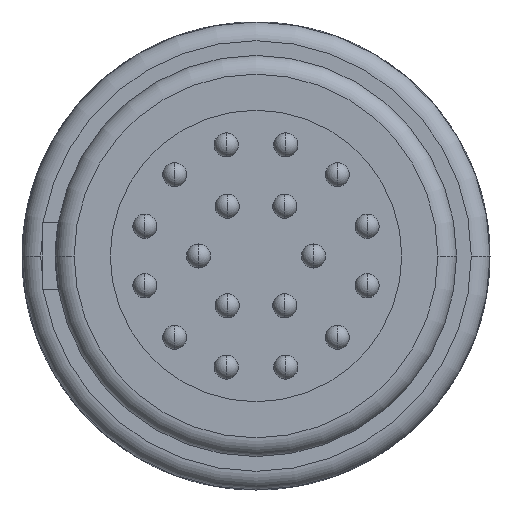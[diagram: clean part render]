
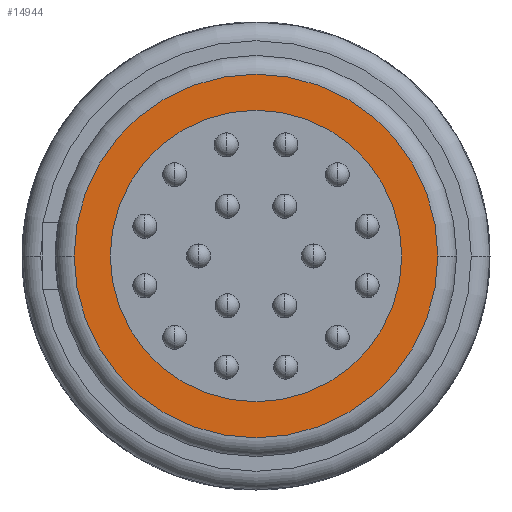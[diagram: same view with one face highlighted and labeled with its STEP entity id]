
A CAD part, left-side view. The second image highlights one B-rep face of the part: STEP entity #14944.
In plain terms, the highlighted planar face has unit normal (-1, 0, 0).
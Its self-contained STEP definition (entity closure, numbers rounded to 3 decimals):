
#3255=CARTESIAN_POINT('',(-17.1,0.,0.));
#3256=DIRECTION('',(-1.,0.,0.));
#3257=DIRECTION('',(0.,1.,0.));
#3258=AXIS2_PLACEMENT_3D('',#3255,#3256,#3257);
#3269=CARTESIAN_POINT('',(-17.1,0.,0.));
#3270=DIRECTION('',(1.,0.,0.));
#3271=DIRECTION('',(0.,1.,0.));
#3272=AXIS2_PLACEMENT_3D('',#3269,#3270,#3271);
#7495=CARTESIAN_POINT('',(-17.1,0.,0.));
#7496=DIRECTION('',(-1.,0.,0.));
#7497=DIRECTION('',(0.,-1.,0.));
#7498=AXIS2_PLACEMENT_3D('',#7495,#7496,#7497);
#7500=CARTESIAN_POINT('',(-17.1,0.,0.));
#7501=DIRECTION('',(-1.,0.,0.));
#7502=DIRECTION('',(0.,1.,0.));
#7503=AXIS2_PLACEMENT_3D('',#7500,#7501,#7502);
#7684=CARTESIAN_POINT('',(-17.1,5.45,0.));
#7685=CARTESIAN_POINT('',(-17.1,-5.45,0.));
#7686=VERTEX_POINT('',#7684);
#7687=VERTEX_POINT('',#7685);
#7712=CARTESIAN_POINT('',(-17.1,-6.8,0.));
#7713=CARTESIAN_POINT('',(-17.1,6.8,0.));
#7714=VERTEX_POINT('',#7712);
#7715=VERTEX_POINT('',#7713);
#14929=CARTESIAN_POINT('',(-17.1,0.,0.));
#14930=DIRECTION('',(1.,0.,0.));
#14931=DIRECTION('',(0.,-1.,0.));
#14932=AXIS2_PLACEMENT_3D('',#14929,#14930,#14931);
#14933=PLANE('',#14932);
#14935=ORIENTED_EDGE('',*,*,#14934,.F.);
#14937=ORIENTED_EDGE('',*,*,#14936,.F.);
#14938=EDGE_LOOP('',(#14935,#14937));
#14939=FACE_OUTER_BOUND('',#14938,.F.);
#14940=ORIENTED_EDGE('',*,*,#10188,.F.);
#14941=ORIENTED_EDGE('',*,*,#10160,.T.);
#14942=EDGE_LOOP('',(#14940,#14941));
#14943=FACE_BOUND('',#14942,.F.);
#14944=ADVANCED_FACE('',(#14939,#14943),#14933,.F.);
#3259=CIRCLE('',#3258,5.45);
#3273=CIRCLE('',#3272,5.45);
#7499=CIRCLE('',#7498,6.8);
#7504=CIRCLE('',#7503,6.8);
#10160=EDGE_CURVE('',#7686,#7687,#3259,.T.);
#10188=EDGE_CURVE('',#7686,#7687,#3273,.T.);
#14934=EDGE_CURVE('',#7714,#7715,#7499,.T.);
#14936=EDGE_CURVE('',#7715,#7714,#7504,.T.);
